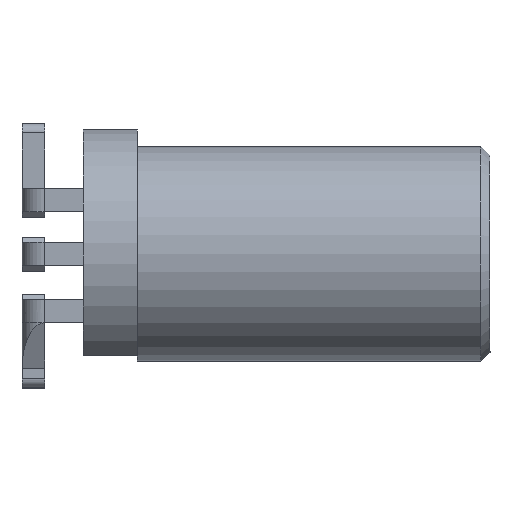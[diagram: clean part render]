
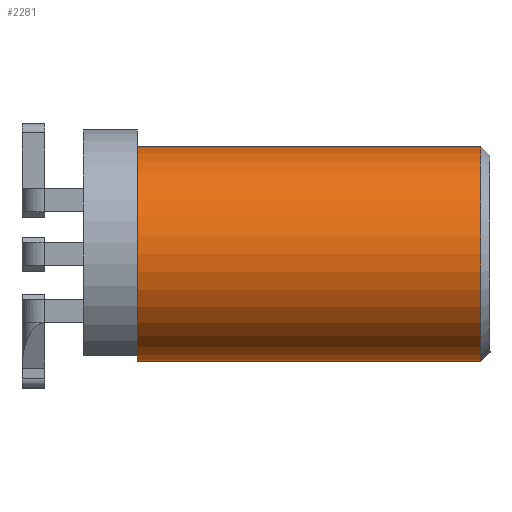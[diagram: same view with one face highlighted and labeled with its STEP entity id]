
A CAD part, top view. The second image highlights one B-rep face of the part: STEP entity #2281.
In plain terms, the highlighted cylindrical face has radius 2.375 mm (diameter 4.75 mm), a partial arc.
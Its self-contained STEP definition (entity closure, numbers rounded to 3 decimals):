
#2171=CARTESIAN_POINT('',(9.9,2.375,4.8));
#2172=VERTEX_POINT('',#2171);
#2173=CARTESIAN_POINT('',(2.3,2.375,4.8));
#2174=VERTEX_POINT('',#2173);
#2175=CARTESIAN_POINT('',(9.9,2.375,4.8));
#2176=DIRECTION('',(-1.0,0.0,0.0));
#2177=VECTOR('',#2176,7.6);
#2178=LINE('',#2175,#2177);
#2179=EDGE_CURVE('',#2172,#2174,#2178,.T.);
#2181=CARTESIAN_POINT('',(9.9,-2.375,4.8));
#2182=VERTEX_POINT('',#2181);
#2190=CARTESIAN_POINT('',(2.3,-2.375,4.8));
#2191=VERTEX_POINT('',#2190);
#2192=CARTESIAN_POINT('',(9.9,-2.375,4.8));
#2193=DIRECTION('',(-1.0,0.0,0.0));
#2194=VECTOR('',#2193,7.6);
#2195=LINE('',#2192,#2194);
#2196=EDGE_CURVE('',#2182,#2191,#2195,.T.);
#2254=CARTESIAN_POINT('',(9.9,0.,4.8));
#2255=DIRECTION('',(1.0,0.0,0.0));
#2256=DIRECTION('',(0.0,-1.0,0.0));
#2257=AXIS2_PLACEMENT_3D('',#2254,#2255,#2256);
#2258=CIRCLE('',#2257,2.375);
#2259=EDGE_CURVE('',#2172,#2182,#2258,.T.);
#2264=CARTESIAN_POINT('',(2.3,0.,4.8));
#2265=DIRECTION('',(1.0,0.,0.));
#2266=DIRECTION('',(0.0,1.0,0.0));
#2267=AXIS2_PLACEMENT_3D('',#2264,#2265,#2266);
#2268=CYLINDRICAL_SURFACE('',#2267,2.375);
#2269=ORIENTED_EDGE('',*,*,#2179,.T.);
#2270=CARTESIAN_POINT('',(2.3,0.,4.8));
#2271=DIRECTION('',(1.0,0.0,0.0));
#2272=DIRECTION('',(0.0,1.0,0.0));
#2273=AXIS2_PLACEMENT_3D('',#2270,#2271,#2272);
#2274=CIRCLE('',#2273,2.375);
#2275=EDGE_CURVE('',#2174,#2191,#2274,.T.);
#2276=ORIENTED_EDGE('',*,*,#2275,.T.);
#2277=ORIENTED_EDGE('',*,*,#2196,.F.);
#2278=ORIENTED_EDGE('',*,*,#2259,.F.);
#2279=EDGE_LOOP('',(#2269,#2276,#2277,#2278));
#2280=FACE_OUTER_BOUND('',#2279,.T.);
#2281=ADVANCED_FACE('',(#2280),#2268,.T.);
